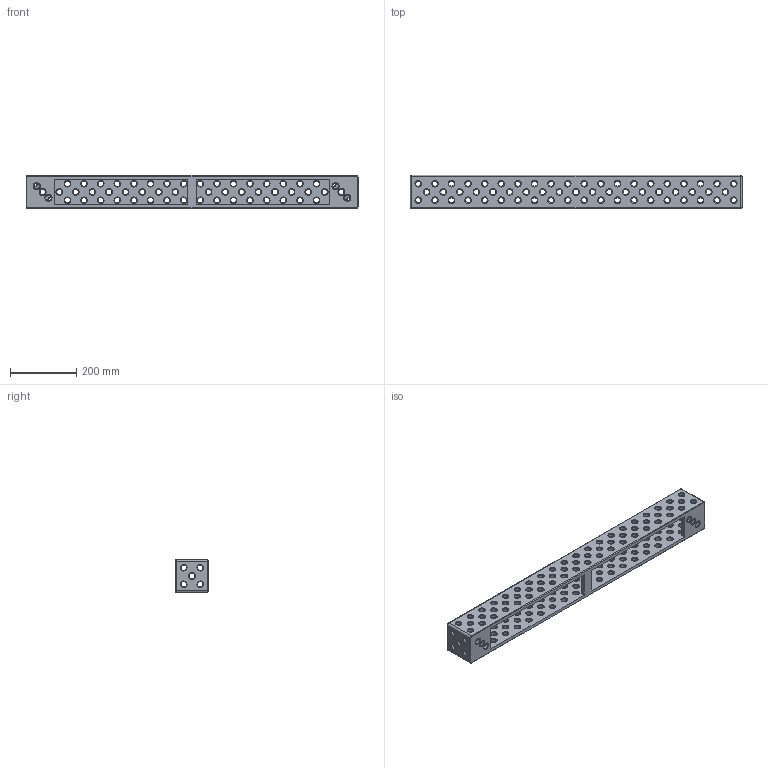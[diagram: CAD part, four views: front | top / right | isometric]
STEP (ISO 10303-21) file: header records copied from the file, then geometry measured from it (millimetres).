
FILE_DESCRIPTION (( 'STEP AP203' ), '1' );
FILE_NAME ('160370_1000x100x100.step', '2014-08-11T15:31:20', ( 'User' ), ( '' ), 'SwSTEP 2.0', 'SolidWorks 2014', '' );
FILE_SCHEMA (( 'CONFIG_CONTROL_DESIGN' ));
Length unit declared in the file: millimetre
Products named in the file (1): 160370_1000x100x100
Bounding box: 1000 x 100 x 100 mm (x, y, z)
Volume: 3121526 mm3; surface area: 643429.9 mm2
Topology: 1 solids, 1 shells, 1196 faces, 2794 edges, 1600 vertices
Faces by surface type: cone 402, cylinder 394, torus 378, plane 22
Entity records: 35129 total; most frequent: DIRECTION 7130, CARTESIAN_POINT 5591, ORIENTED_EDGE 5588, AXIS2_PLACEMENT_3D 3139, EDGE_CURVE 2794, CIRCLE 1942, VERTEX_POINT 1600, EDGE_LOOP 1584
